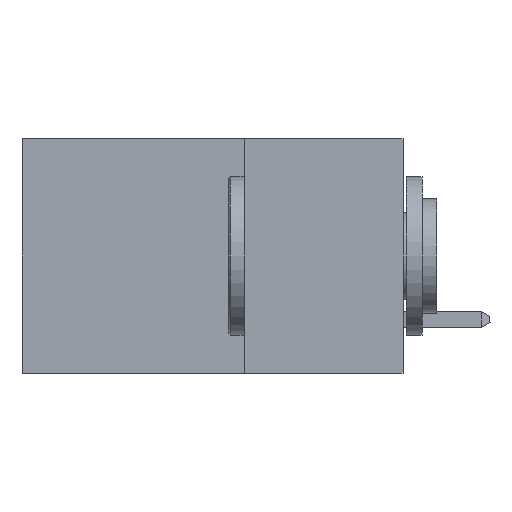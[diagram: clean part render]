
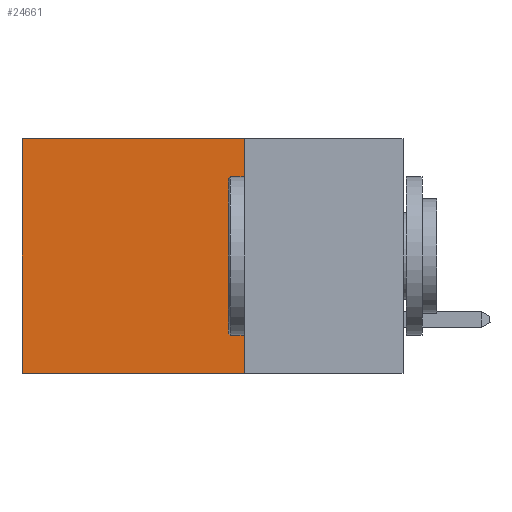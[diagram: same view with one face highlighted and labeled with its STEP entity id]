
A CAD part, left-side view. The second image highlights one B-rep face of the part: STEP entity #24661.
In plain terms, the highlighted planar face has unit normal (-1, 0, 0).
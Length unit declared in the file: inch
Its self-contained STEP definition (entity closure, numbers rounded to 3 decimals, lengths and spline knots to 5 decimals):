
#3925 = VECTOR ( 'NONE', #14622, 39.37008 ) ;
#3944 = FACE_OUTER_BOUND ( 'NONE', #14330, .T. ) ;
#4257 = VECTOR ( 'NONE', #23115, 39.37008 ) ;
#6454 = AXIS2_PLACEMENT_3D ( 'NONE', #32112, #26110, #10443 ) ;
#6829 = EDGE_CURVE ( 'NONE', #9255, #11463, #16477, .T. ) ;
#8363 = VECTOR ( 'NONE', #20364, 39.37008 ) ;
#9255 = VERTEX_POINT ( 'NONE', #32932 ) ;
#10443 = DIRECTION ( 'NONE',  ( 0., 0., -1. ) ) ;
#11463 = VERTEX_POINT ( 'NONE', #26073 ) ;
#13461 = EDGE_CURVE ( 'NONE', #23473, #9255, #35519, .T. ) ;
#13720 = VECTOR ( 'NONE', #16265, 39.37008 ) ;
#14330 = EDGE_LOOP ( 'NONE', ( #35719, #16883, #25356, #29187 ) ) ;
#14622 = DIRECTION ( 'NONE',  ( 0., 1., 0. ) ) ;
#16265 = DIRECTION ( 'NONE',  ( 0., 0., -1. ) ) ;
#16477 = LINE ( 'NONE', #20218, #8363 ) ;
#16883 = ORIENTED_EDGE ( 'NONE', *, *, #36732, .F. ) ;
#17795 = CARTESIAN_POINT ( 'NONE',  ( 0.2875, 0.25, -0.37 ) ) ;
#19296 = CARTESIAN_POINT ( 'NONE',  ( 0.2875, 0.25, 0. ) ) ;
#20051 = LINE ( 'NONE', #32349, #4257 ) ;
#20218 = CARTESIAN_POINT ( 'NONE',  ( 0.2875, 0.6, 0. ) ) ;
#20364 = DIRECTION ( 'NONE',  ( 0., 0., -1. ) ) ;
#23115 = DIRECTION ( 'NONE',  ( 0., 1., 0. ) ) ;
#23473 = VERTEX_POINT ( 'NONE', #19296 ) ;
#24661 = ADVANCED_FACE ( 'NONE', ( #3944 ), #29039, .F. ) ;
#25356 = ORIENTED_EDGE ( 'NONE', *, *, #31192, .F. ) ;
#26073 = CARTESIAN_POINT ( 'NONE',  ( 0.2875, 0.6, -0.37 ) ) ;
#26110 = DIRECTION ( 'NONE',  ( 1., 0., 0. ) ) ;
#26502 = VERTEX_POINT ( 'NONE', #17795 ) ;
#26697 = LINE ( 'NONE', #31781, #13720 ) ;
#29039 = PLANE ( 'NONE',  #6454 ) ;
#29187 = ORIENTED_EDGE ( 'NONE', *, *, #13461, .T. ) ;
#31192 = EDGE_CURVE ( 'NONE', #23473, #26502, #26697, .T. ) ;
#31781 = CARTESIAN_POINT ( 'NONE',  ( 0.2875, 0.25, 0. ) ) ;
#32112 = CARTESIAN_POINT ( 'NONE',  ( 0.2875, 0.25, 0. ) ) ;
#32349 = CARTESIAN_POINT ( 'NONE',  ( 0.2875, 0.25, -0.37 ) ) ;
#32932 = CARTESIAN_POINT ( 'NONE',  ( 0.2875, 0.6, 0. ) ) ;
#35519 = LINE ( 'NONE', #37482, #3925 ) ;
#35719 = ORIENTED_EDGE ( 'NONE', *, *, #6829, .T. ) ;
#36732 = EDGE_CURVE ( 'NONE', #26502, #11463, #20051, .T. ) ;
#37482 = CARTESIAN_POINT ( 'NONE',  ( 0.2875, 0.25, 0. ) ) ;
